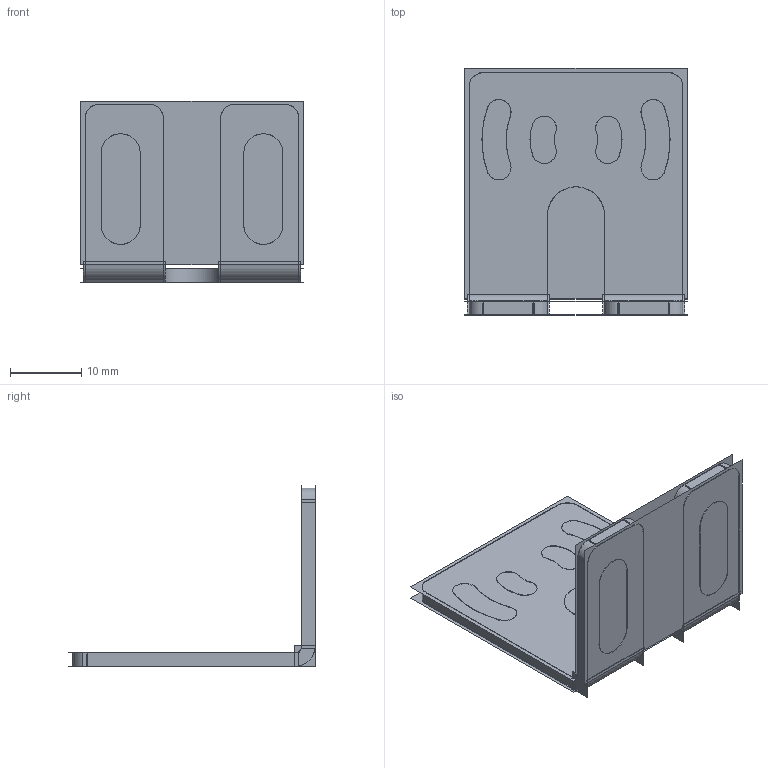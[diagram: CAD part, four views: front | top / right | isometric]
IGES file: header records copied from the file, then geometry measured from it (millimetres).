
Start section:  PTC IGES file: 200611.igs
Global section: file name: 200611.igs; native system: Creo Parametric by PTC Inc.; preprocessor: 2016260; author: PDMAdmin; organization: Unknown; date: 20170614.072713; units: millimetre
Bounding box: 31.2 x 34.69 x 25.51 mm (x, y, z)
Volume: 2083.4 mm3; surface area: 14802.8 mm2
Topology: 1 solids, 1 shells, 112 faces, 578 edges, 732 vertices
Faces by surface type: revolution 62, bspline 50
